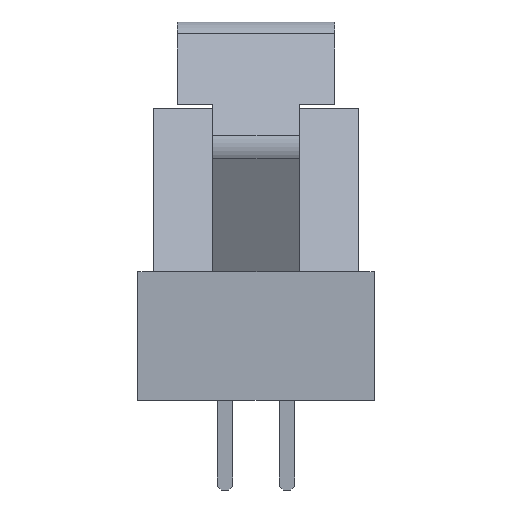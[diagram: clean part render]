
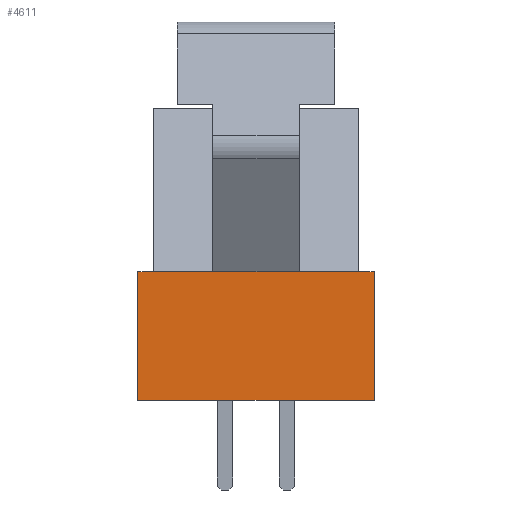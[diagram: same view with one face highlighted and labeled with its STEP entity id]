
A CAD part, left-side view. The second image highlights one B-rep face of the part: STEP entity #4611.
In plain terms, the highlighted planar face has unit normal (-1, 0, 0).
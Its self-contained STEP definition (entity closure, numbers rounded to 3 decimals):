
#617 = VERTEX_POINT('',#618);
#618 = CARTESIAN_POINT('',(-11.894,-3.302,4.236));
#632 = PLANE('',#633);
#633 = AXIS2_PLACEMENT_3D('',#634,#635,#636);
#634 = CARTESIAN_POINT('',(-9.354,-3.302,9.494));
#635 = DIRECTION('',(0.9,0.,-0.435)
  );
#636 = DIRECTION('',(0.435,0.,0.9));
#660 = PLANE('',#661);
#661 = AXIS2_PLACEMENT_3D('',#662,#663,#664);
#662 = CARTESIAN_POINT('',(0.,0.,4.236
    ));
#663 = DIRECTION('',(0.,0.,1.));
#664 = DIRECTION('',(0.,-1.,0.));
#716 = PLANE('',#717);
#717 = AXIS2_PLACEMENT_3D('',#718,#719,#720);
#718 = CARTESIAN_POINT('',(-11.894,-3.302,0.096));
#719 = DIRECTION('',(0.,0.,1.));
#720 = DIRECTION('',(0.,-1.,0.));
#1144 = VERTEX_POINT('',#1145);
#1145 = CARTESIAN_POINT('',(-11.894,-1.397,4.236));
#1171 = EDGE_CURVE('',#617,#1144,#1172,.T.);
#1172 = SURFACE_CURVE('',#1173,(#1177,#1184),.PCURVE_S1.);
#1173 = LINE('',#1174,#1175);
#1174 = CARTESIAN_POINT('',(-11.894,-3.302,4.236));
#1175 = VECTOR('',#1176,1.);
#1176 = DIRECTION('',(-0.,1.,0.));
#1177 = PCURVE('',#632,#1178);
#1178 = DEFINITIONAL_REPRESENTATION('',(#1179),#1183);
#1179 = LINE('',#1180,#1181);
#1180 = CARTESIAN_POINT('',(-5.839,0.));
#1181 = VECTOR('',#1182,1.);
#1182 = DIRECTION('',(0.,-1.));
#1183 = ( GEOMETRIC_REPRESENTATION_CONTEXT(2) 
PARAMETRIC_REPRESENTATION_CONTEXT() REPRESENTATION_CONTEXT('2D SPACE',''
  ) );
#1184 = PCURVE('',#1185,#1190);
#1185 = PLANE('',#1186);
#1186 = AXIS2_PLACEMENT_3D('',#1187,#1188,#1189);
#1187 = CARTESIAN_POINT('',(-11.894,-3.302,4.236));
#1188 = DIRECTION('',(1.,0.,0.));
#1189 = DIRECTION('',(0.,1.,0.));
#1190 = DEFINITIONAL_REPRESENTATION('',(#1191),#1195);
#1191 = LINE('',#1192,#1193);
#1192 = CARTESIAN_POINT('',(0.,0.));
#1193 = VECTOR('',#1194,1.);
#1194 = DIRECTION('',(1.,-0.));
#1195 = ( GEOMETRIC_REPRESENTATION_CONTEXT(2) 
PARAMETRIC_REPRESENTATION_CONTEXT() REPRESENTATION_CONTEXT('2D SPACE',''
  ) );
#2728 = EDGE_CURVE('',#617,#2729,#2731,.T.);
#2729 = VERTEX_POINT('',#2730);
#2730 = CARTESIAN_POINT('',(-11.894,-3.81,4.236));
#2731 = SURFACE_CURVE('',#2732,(#2736,#2743),.PCURVE_S1.);
#2732 = LINE('',#2733,#2734);
#2733 = CARTESIAN_POINT('',(-11.894,3.81,4.236));
#2734 = VECTOR('',#2735,1.);
#2735 = DIRECTION('',(0.,-1.,0.));
#2736 = PCURVE('',#660,#2737);
#2737 = DEFINITIONAL_REPRESENTATION('',(#2738),#2742);
#2738 = LINE('',#2739,#2740);
#2739 = CARTESIAN_POINT('',(-3.81,-11.894));
#2740 = VECTOR('',#2741,1.);
#2741 = DIRECTION('',(1.,0.));
#2742 = ( GEOMETRIC_REPRESENTATION_CONTEXT(2) 
PARAMETRIC_REPRESENTATION_CONTEXT() REPRESENTATION_CONTEXT('2D SPACE',''
  ) );
#2743 = PCURVE('',#1185,#2744);
#2744 = DEFINITIONAL_REPRESENTATION('',(#2745),#2749);
#2745 = LINE('',#2746,#2747);
#2746 = CARTESIAN_POINT('',(7.112,0.));
#2747 = VECTOR('',#2748,1.);
#2748 = DIRECTION('',(-1.,0.));
#2749 = ( GEOMETRIC_REPRESENTATION_CONTEXT(2) 
PARAMETRIC_REPRESENTATION_CONTEXT() REPRESENTATION_CONTEXT('2D SPACE',''
  ) );
#2765 = PLANE('',#2766);
#2766 = AXIS2_PLACEMENT_3D('',#2767,#2768,#2769);
#2767 = CARTESIAN_POINT('',(-11.894,-3.81,4.236));
#2768 = DIRECTION('',(0.,1.,0.));
#2769 = DIRECTION('',(-1.,0.,0.));
#4222 = VERTEX_POINT('',#4223);
#4223 = CARTESIAN_POINT('',(-11.894,-3.81,0.096));
#4244 = EDGE_CURVE('',#4222,#4245,#4247,.T.);
#4245 = VERTEX_POINT('',#4246);
#4246 = CARTESIAN_POINT('',(-11.894,3.81,0.096));
#4247 = SURFACE_CURVE('',#4248,(#4252,#4259),.PCURVE_S1.);
#4248 = LINE('',#4249,#4250);
#4249 = CARTESIAN_POINT('',(-11.894,-3.302,0.096));
#4250 = VECTOR('',#4251,1.);
#4251 = DIRECTION('',(-0.,1.,0.));
#4252 = PCURVE('',#716,#4253);
#4253 = DEFINITIONAL_REPRESENTATION('',(#4254),#4258);
#4254 = LINE('',#4255,#4256);
#4255 = CARTESIAN_POINT('',(0.,0.));
#4256 = VECTOR('',#4257,1.);
#4257 = DIRECTION('',(-1.,0.));
#4258 = ( GEOMETRIC_REPRESENTATION_CONTEXT(2) 
PARAMETRIC_REPRESENTATION_CONTEXT() REPRESENTATION_CONTEXT('2D SPACE',''
  ) );
#4259 = PCURVE('',#1185,#4260);
#4260 = DEFINITIONAL_REPRESENTATION('',(#4261),#4265);
#4261 = LINE('',#4262,#4263);
#4262 = CARTESIAN_POINT('',(-0.,-4.14));
#4263 = VECTOR('',#4264,1.);
#4264 = DIRECTION('',(1.,-0.));
#4265 = ( GEOMETRIC_REPRESENTATION_CONTEXT(2) 
PARAMETRIC_REPRESENTATION_CONTEXT() REPRESENTATION_CONTEXT('2D SPACE',''
  ) );
#4283 = PLANE('',#4284);
#4284 = AXIS2_PLACEMENT_3D('',#4285,#4286,#4287);
#4285 = CARTESIAN_POINT('',(-9.354,3.81,4.236));
#4286 = DIRECTION('',(0.,-1.,0.));
#4287 = DIRECTION('',(1.,0.,0.));
#4599 = PLANE('',#4600);
#4600 = AXIS2_PLACEMENT_3D('',#4601,#4602,#4603);
#4601 = CARTESIAN_POINT('',(0.,0.,
    4.236));
#4602 = DIRECTION('',(0.,0.,1.));
#4603 = DIRECTION('',(0.,-1.,0.));
#4611 = ADVANCED_FACE('',(#4612),#1185,.F.);
#4612 = FACE_BOUND('',#4613,.T.);
#4613 = EDGE_LOOP('',(#4614,#4615,#4638,#4666,#4694,#4715,#4716,#4737));
#4614 = ORIENTED_EDGE('',*,*,#1171,.T.);
#4615 = ORIENTED_EDGE('',*,*,#4616,.F.);
#4616 = EDGE_CURVE('',#4617,#1144,#4619,.T.);
#4617 = VERTEX_POINT('',#4618);
#4618 = CARTESIAN_POINT('',(-11.894,1.397,4.236));
#4619 = SURFACE_CURVE('',#4620,(#4624,#4631),.PCURVE_S1.);
#4620 = LINE('',#4621,#4622);
#4621 = CARTESIAN_POINT('',(-11.894,1.397,4.236));
#4622 = VECTOR('',#4623,1.);
#4623 = DIRECTION('',(0.,-1.,0.));
#4624 = PCURVE('',#1185,#4625);
#4625 = DEFINITIONAL_REPRESENTATION('',(#4626),#4630);
#4626 = LINE('',#4627,#4628);
#4627 = CARTESIAN_POINT('',(4.699,0.));
#4628 = VECTOR('',#4629,1.);
#4629 = DIRECTION('',(-1.,0.));
#4630 = ( GEOMETRIC_REPRESENTATION_CONTEXT(2) 
PARAMETRIC_REPRESENTATION_CONTEXT() REPRESENTATION_CONTEXT('2D SPACE',''
  ) );
#4631 = PCURVE('',#4599,#4632);
#4632 = DEFINITIONAL_REPRESENTATION('',(#4633),#4637);
#4633 = LINE('',#4634,#4635);
#4634 = CARTESIAN_POINT('',(-1.397,-11.894));
#4635 = VECTOR('',#4636,1.);
#4636 = DIRECTION('',(1.,0.));
#4637 = ( GEOMETRIC_REPRESENTATION_CONTEXT(2) 
PARAMETRIC_REPRESENTATION_CONTEXT() REPRESENTATION_CONTEXT('2D SPACE',''
  ) );
#4638 = ORIENTED_EDGE('',*,*,#4639,.T.);
#4639 = EDGE_CURVE('',#4617,#4640,#4642,.T.);
#4640 = VERTEX_POINT('',#4641);
#4641 = CARTESIAN_POINT('',(-11.894,3.302,4.236));
#4642 = SURFACE_CURVE('',#4643,(#4647,#4654),.PCURVE_S1.);
#4643 = LINE('',#4644,#4645);
#4644 = CARTESIAN_POINT('',(-11.894,-3.302,4.236));
#4645 = VECTOR('',#4646,1.);
#4646 = DIRECTION('',(-0.,1.,0.));
#4647 = PCURVE('',#1185,#4648);
#4648 = DEFINITIONAL_REPRESENTATION('',(#4649),#4653);
#4649 = LINE('',#4650,#4651);
#4650 = CARTESIAN_POINT('',(0.,0.));
#4651 = VECTOR('',#4652,1.);
#4652 = DIRECTION('',(1.,-0.));
#4653 = ( GEOMETRIC_REPRESENTATION_CONTEXT(2) 
PARAMETRIC_REPRESENTATION_CONTEXT() REPRESENTATION_CONTEXT('2D SPACE',''
  ) );
#4654 = PCURVE('',#4655,#4660);
#4655 = PLANE('',#4656);
#4656 = AXIS2_PLACEMENT_3D('',#4657,#4658,#4659);
#4657 = CARTESIAN_POINT('',(-9.354,-3.302,9.494));
#4658 = DIRECTION('',(0.9,0.,-0.435
    ));
#4659 = DIRECTION('',(0.435,0.,0.9)
  );
#4660 = DEFINITIONAL_REPRESENTATION('',(#4661),#4665);
#4661 = LINE('',#4662,#4663);
#4662 = CARTESIAN_POINT('',(-5.839,0.));
#4663 = VECTOR('',#4664,1.);
#4664 = DIRECTION('',(0.,-1.));
#4665 = ( GEOMETRIC_REPRESENTATION_CONTEXT(2) 
PARAMETRIC_REPRESENTATION_CONTEXT() REPRESENTATION_CONTEXT('2D SPACE',''
  ) );
#4666 = ORIENTED_EDGE('',*,*,#4667,.F.);
#4667 = EDGE_CURVE('',#4668,#4640,#4670,.T.);
#4668 = VERTEX_POINT('',#4669);
#4669 = CARTESIAN_POINT('',(-11.894,3.81,4.236));
#4670 = SURFACE_CURVE('',#4671,(#4675,#4682),.PCURVE_S1.);
#4671 = LINE('',#4672,#4673);
#4672 = CARTESIAN_POINT('',(-11.894,3.81,4.236));
#4673 = VECTOR('',#4674,1.);
#4674 = DIRECTION('',(0.,-1.,0.));
#4675 = PCURVE('',#1185,#4676);
#4676 = DEFINITIONAL_REPRESENTATION('',(#4677),#4681);
#4677 = LINE('',#4678,#4679);
#4678 = CARTESIAN_POINT('',(7.112,0.));
#4679 = VECTOR('',#4680,1.);
#4680 = DIRECTION('',(-1.,0.));
#4681 = ( GEOMETRIC_REPRESENTATION_CONTEXT(2) 
PARAMETRIC_REPRESENTATION_CONTEXT() REPRESENTATION_CONTEXT('2D SPACE',''
  ) );
#4682 = PCURVE('',#4683,#4688);
#4683 = PLANE('',#4684);
#4684 = AXIS2_PLACEMENT_3D('',#4685,#4686,#4687);
#4685 = CARTESIAN_POINT('',(0.,0.,
    4.236));
#4686 = DIRECTION('',(0.,0.,1.));
#4687 = DIRECTION('',(0.,-1.,0.));
#4688 = DEFINITIONAL_REPRESENTATION('',(#4689),#4693);
#4689 = LINE('',#4690,#4691);
#4690 = CARTESIAN_POINT('',(-3.81,-11.894));
#4691 = VECTOR('',#4692,1.);
#4692 = DIRECTION('',(1.,0.));
#4693 = ( GEOMETRIC_REPRESENTATION_CONTEXT(2) 
PARAMETRIC_REPRESENTATION_CONTEXT() REPRESENTATION_CONTEXT('2D SPACE',''
  ) );
#4694 = ORIENTED_EDGE('',*,*,#4695,.T.);
#4695 = EDGE_CURVE('',#4668,#4245,#4696,.T.);
#4696 = SURFACE_CURVE('',#4697,(#4701,#4708),.PCURVE_S1.);
#4697 = LINE('',#4698,#4699);
#4698 = CARTESIAN_POINT('',(-11.894,3.81,4.236));
#4699 = VECTOR('',#4700,1.);
#4700 = DIRECTION('',(-0.,0.,-1.));
#4701 = PCURVE('',#1185,#4702);
#4702 = DEFINITIONAL_REPRESENTATION('',(#4703),#4707);
#4703 = LINE('',#4704,#4705);
#4704 = CARTESIAN_POINT('',(7.112,0.));
#4705 = VECTOR('',#4706,1.);
#4706 = DIRECTION('',(0.,-1.));
#4707 = ( GEOMETRIC_REPRESENTATION_CONTEXT(2) 
PARAMETRIC_REPRESENTATION_CONTEXT() REPRESENTATION_CONTEXT('2D SPACE',''
  ) );
#4708 = PCURVE('',#4283,#4709);
#4709 = DEFINITIONAL_REPRESENTATION('',(#4710),#4714);
#4710 = LINE('',#4711,#4712);
#4711 = CARTESIAN_POINT('',(-2.54,0.));
#4712 = VECTOR('',#4713,1.);
#4713 = DIRECTION('',(-0.,-1.));
#4714 = ( GEOMETRIC_REPRESENTATION_CONTEXT(2) 
PARAMETRIC_REPRESENTATION_CONTEXT() REPRESENTATION_CONTEXT('2D SPACE',''
  ) );
#4715 = ORIENTED_EDGE('',*,*,#4244,.F.);
#4716 = ORIENTED_EDGE('',*,*,#4717,.F.);
#4717 = EDGE_CURVE('',#2729,#4222,#4718,.T.);
#4718 = SURFACE_CURVE('',#4719,(#4723,#4730),.PCURVE_S1.);
#4719 = LINE('',#4720,#4721);
#4720 = CARTESIAN_POINT('',(-11.894,-3.81,4.236));
#4721 = VECTOR('',#4722,1.);
#4722 = DIRECTION('',(-0.,0.,-1.));
#4723 = PCURVE('',#1185,#4724);
#4724 = DEFINITIONAL_REPRESENTATION('',(#4725),#4729);
#4725 = LINE('',#4726,#4727);
#4726 = CARTESIAN_POINT('',(-0.508,0.));
#4727 = VECTOR('',#4728,1.);
#4728 = DIRECTION('',(0.,-1.));
#4729 = ( GEOMETRIC_REPRESENTATION_CONTEXT(2) 
PARAMETRIC_REPRESENTATION_CONTEXT() REPRESENTATION_CONTEXT('2D SPACE',''
  ) );
#4730 = PCURVE('',#2765,#4731);
#4731 = DEFINITIONAL_REPRESENTATION('',(#4732),#4736);
#4732 = LINE('',#4733,#4734);
#4733 = CARTESIAN_POINT('',(0.,0.));
#4734 = VECTOR('',#4735,1.);
#4735 = DIRECTION('',(0.,-1.));
#4736 = ( GEOMETRIC_REPRESENTATION_CONTEXT(2) 
PARAMETRIC_REPRESENTATION_CONTEXT() REPRESENTATION_CONTEXT('2D SPACE',''
  ) );
#4737 = ORIENTED_EDGE('',*,*,#2728,.F.);
